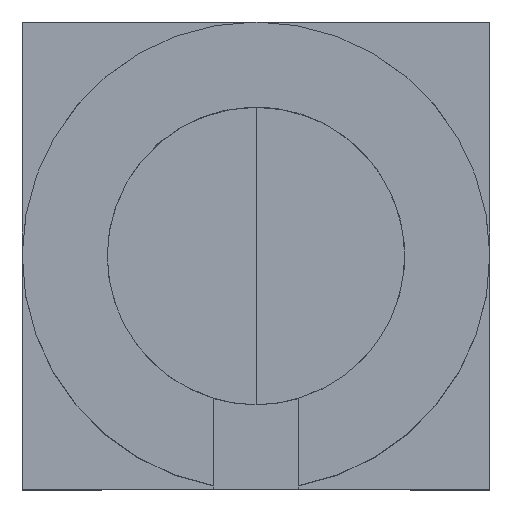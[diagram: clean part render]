
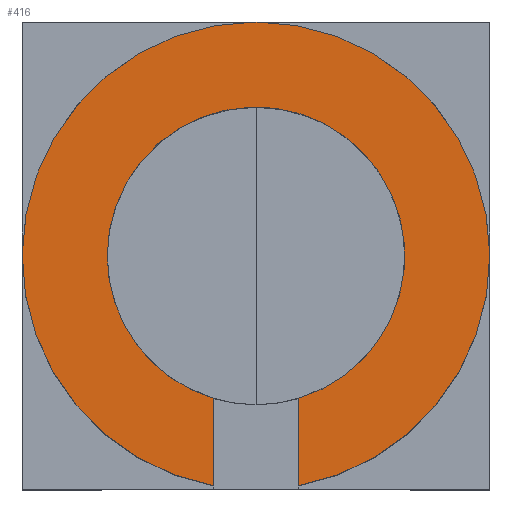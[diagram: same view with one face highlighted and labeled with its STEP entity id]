
A CAD part, top view. The second image highlights one B-rep face of the part: STEP entity #416.
In plain terms, the highlighted planar face has unit normal (0, 0, 1).
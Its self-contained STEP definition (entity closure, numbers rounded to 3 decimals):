
#42=FACE_OUTER_BOUND('',#65,.T.);
#65=EDGE_LOOP('',(#371,#372,#373,#374,#375));
#101=LINE('',#697,#142);
#105=LINE('',#708,#146);
#142=VECTOR('',#574,10.);
#146=VECTOR('',#586,10.);
#162=CIRCLE('',#465,3.5);
#163=CIRCLE('',#466,3.5);
#164=CIRCLE('',#469,5.5);
#197=VERTEX_POINT('',#694);
#198=VERTEX_POINT('',#696);
#199=VERTEX_POINT('',#700);
#200=VERTEX_POINT('',#703);
#201=VERTEX_POINT('',#707);
#251=EDGE_CURVE('',#198,#197,#101,.T.);
#253=EDGE_CURVE('',#199,#198,#162,.T.);
#255=EDGE_CURVE('',#200,#199,#163,.T.);
#257=EDGE_CURVE('',#201,#200,#105,.T.);
#259=EDGE_CURVE('',#197,#201,#164,.T.);
#371=ORIENTED_EDGE('',*,*,#251,.T.);
#372=ORIENTED_EDGE('',*,*,#259,.T.);
#373=ORIENTED_EDGE('',*,*,#257,.T.);
#374=ORIENTED_EDGE('',*,*,#255,.T.);
#375=ORIENTED_EDGE('',*,*,#253,.T.);
#393=PLANE('',#470);
#416=ADVANCED_FACE('',(#42),#393,.T.);
#465=AXIS2_PLACEMENT_3D('',#701,#578,#579);
#466=AXIS2_PLACEMENT_3D('',#704,#581,#582);
#469=AXIS2_PLACEMENT_3D('',#711,#590,#591);
#470=AXIS2_PLACEMENT_3D('',#712,#592,#593);
#574=DIRECTION('',(0.,-1.,0.));
#578=DIRECTION('center_axis',(0.,0.,-1.));
#579=DIRECTION('ref_axis',(1.,0.,0.));
#581=DIRECTION('center_axis',(0.,0.,-1.));
#582=DIRECTION('ref_axis',(1.,0.,0.));
#586=DIRECTION('',(0.,1.,0.));
#590=DIRECTION('center_axis',(0.,0.,1.));
#591=DIRECTION('ref_axis',(1.,0.,0.));
#592=DIRECTION('center_axis',(0.,0.,1.));
#593=DIRECTION('ref_axis',(1.,0.,0.));
#694=CARTESIAN_POINT('',(48.47,24.211,4.));
#696=CARTESIAN_POINT('',(48.47,26.265,4.));
#697=CARTESIAN_POINT('',(48.47,26.265,4.));
#700=CARTESIAN_POINT('',(43.97,29.62,4.));
#701=CARTESIAN_POINT('Origin',(47.47,29.62,4.));
#703=CARTESIAN_POINT('',(46.47,26.265,4.));
#704=CARTESIAN_POINT('Origin',(47.47,29.62,4.));
#707=CARTESIAN_POINT('',(46.47,24.211,4.));
#708=CARTESIAN_POINT('',(46.47,24.12,4.));
#711=CARTESIAN_POINT('Origin',(47.47,29.62,4.));
#712=CARTESIAN_POINT('Origin',(47.47,29.665,4.));
